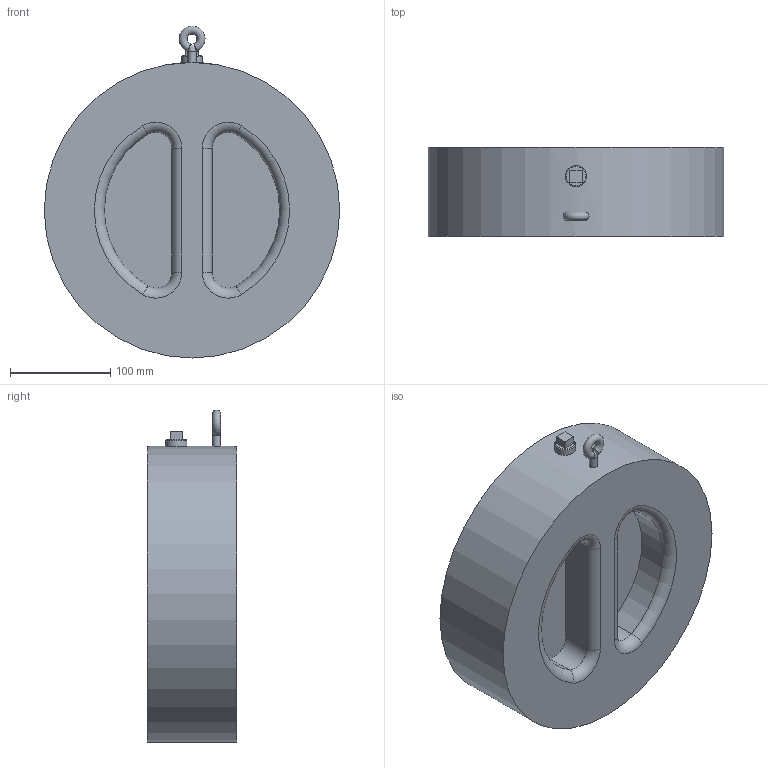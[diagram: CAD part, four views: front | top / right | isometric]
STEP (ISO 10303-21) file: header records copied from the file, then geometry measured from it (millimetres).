
FILE_DESCRIPTION((''),'2;1');
FILE_NAME('98100274.stp','2008-10-14T10:57:14',('hecker'),(''),'Autodesk Inventor 2008','Autodesk Inventor 2008','');
FILE_SCHEMA(('AUTOMOTIVE_DESIGN { 1 0 10303 214 1 1 1 1 }'));
Length unit declared in the file: millimetre
Products named in the file (1): 98100274
Bounding box: 295 x 89 x 331.36 mm (x, y, z)
Volume: 4235922.3 mm3; surface area: 333599.5 mm2
Topology: 1 solids, 1 shells, 167 faces, 427 edges, 276 vertices
Faces by surface type: plane 88, cylinder 48, torus 20, bspline 8, cone 3
Full cylindrical faces by diameter (mm): 2.25 x4, 8 x1, 12 x2, 16.067 x4, 20.96 x1, 24 x4, 215 x1, 295 x1
Entity records: 18445 total; most frequent: CARTESIAN_POINT 14449, DIRECTION 794, ORIENTED_EDGE 736, EDGE_CURVE 368, AXIS2_PLACEMENT_3D 314, VERTEX_POINT 255, EDGE_LOOP 233, FACE_OUTER_BOUND 167
